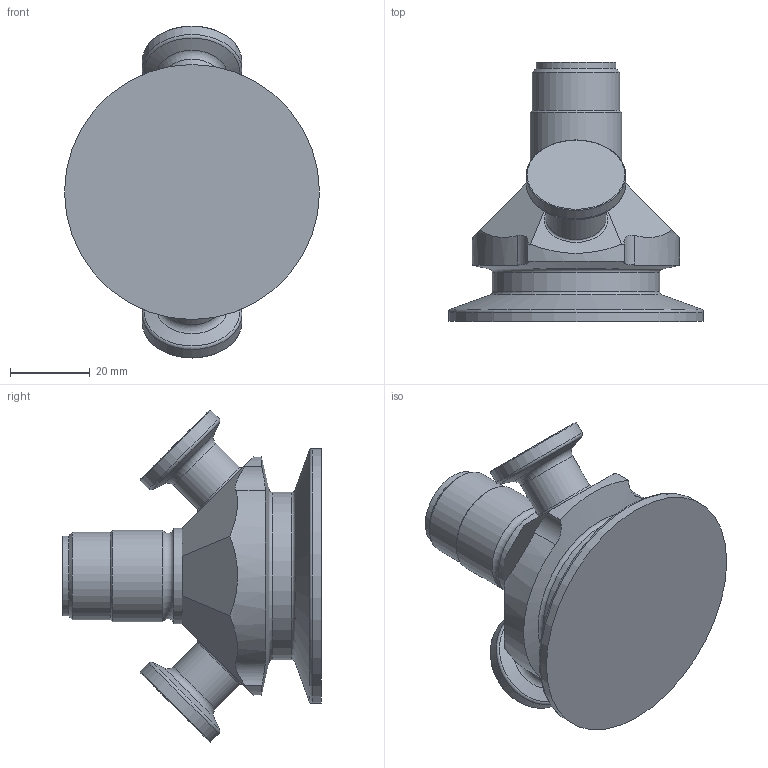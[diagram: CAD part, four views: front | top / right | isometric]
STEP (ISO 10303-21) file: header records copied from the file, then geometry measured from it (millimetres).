
FILE_DESCRIPTION(/* description */ (''),/* implementation_level */ '2;1');
FILE_NAME(/* name */ '850005.stp',/* time_stamp */ '2022-06-21T15:22:29+02:00',/* author */ ('mbs'),/* organization */ (''),/* preprocessor_version */ 'ST-DEVELOPER v18.1',/* originating_system */ 'Autodesk Inventor 2022',/* authorisation */ '');
FILE_SCHEMA (('AUTOMOTIVE_DESIGN { 1 0 10303 214 3 1 1 }'));
Length unit declared in the file: millimetre
Products named in the file (1): 850005
Bounding box: 64 x 65 x 83.34 mm (x, y, z)
Volume: 82270.2 mm3; surface area: 16468.5 mm2
Topology: 1 solids, 1 shells, 49 faces, 126 edges, 82 vertices
Faces by surface type: cylinder 18, plane 13, torus 12, cone 6
Full cylindrical faces by diameter (mm): 15 x2, 20 x1, 22 x1, 23 x1, 24 x1, 25 x2, 42 x1, 64 x1
Entity records: 1663 total; most frequent: DIRECTION 304, CARTESIAN_POINT 294, ORIENTED_EDGE 252, AXIS2_PLACEMENT_3D 132, EDGE_CURVE 126, VERTEX_POINT 82, CIRCLE 66, EDGE_LOOP 52
